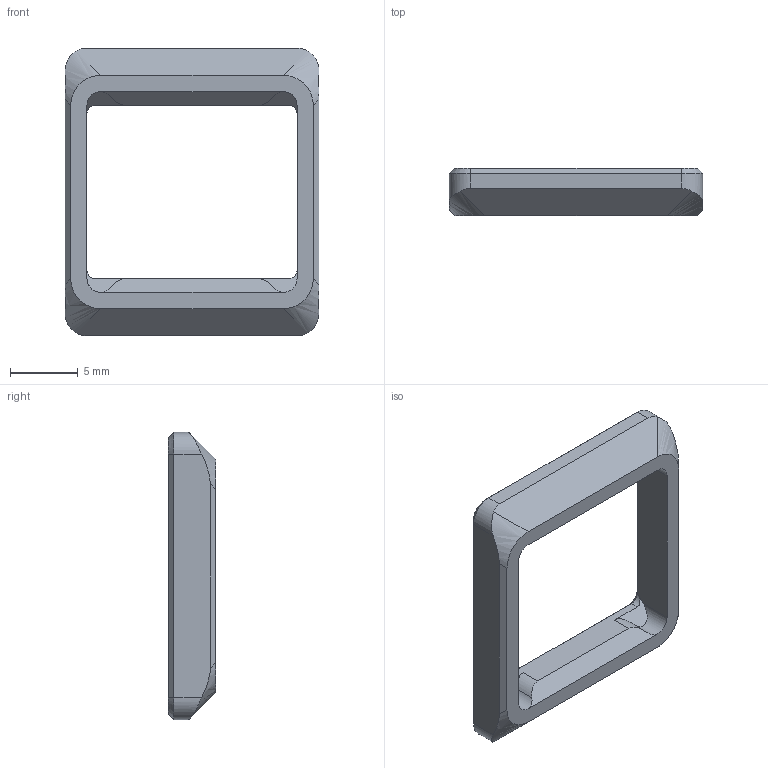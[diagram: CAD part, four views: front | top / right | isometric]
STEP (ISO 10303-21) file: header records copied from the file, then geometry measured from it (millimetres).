
FILE_DESCRIPTION(/* description */ (''),/* implementation_level */ '2;1');
FILE_NAME(/* name */ 'Alps SKCM Pusher Thin.step',/* time_stamp */ '2023-09-29T23:19:06+09:00',/* author */ (''),/* organization */ (''),/* preprocessor_version */ 'ST-DEVELOPER v20',/* originating_system */ 'Autodesk Translation Framework v12.14.0.127',/* authorisation */ '');
FILE_SCHEMA (('AUTOMOTIVE_DESIGN { 1 0 10303 214 3 1 1 }'));
Length unit declared in the file: millimetre
Products named in the file (1): Alps SKCM Pusher Thin
Bounding box: 18.7 x 3.5 x 21.2 mm (x, y, z)
Volume: 572.2 mm3; surface area: 757.5 mm2
Topology: 1 solids, 1 shells, 56 faces, 142 edges, 88 vertices
Faces by surface type: plane 28, cylinder 16, cone 8, bspline 4
Entity records: 1823 total; most frequent: CARTESIAN_POINT 429, DIRECTION 288, ORIENTED_EDGE 284, EDGE_CURVE 142, AXIS2_PLACEMENT_3D 101, VERTEX_POINT 88, LINE 86, VECTOR 86
